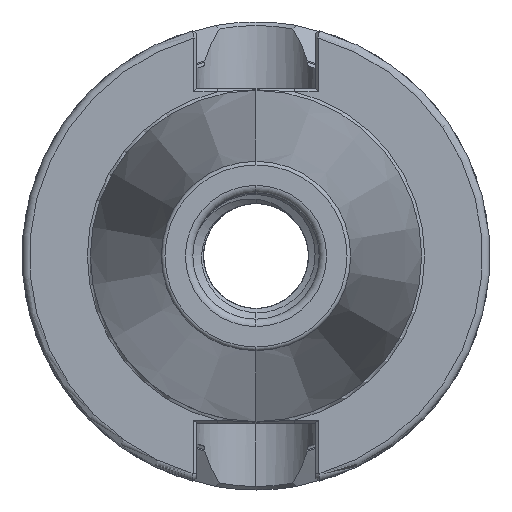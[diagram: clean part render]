
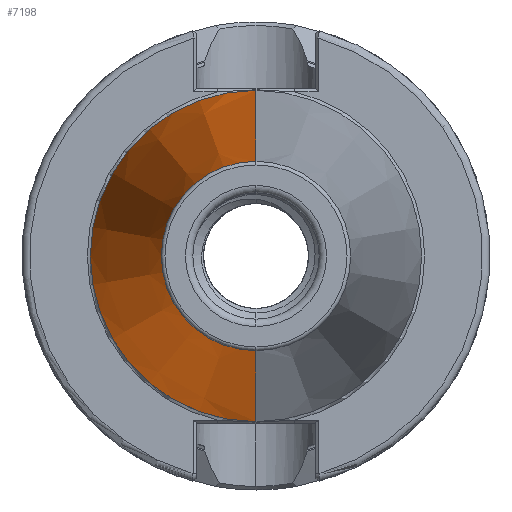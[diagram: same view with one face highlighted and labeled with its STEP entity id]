
A CAD part, left-side view. The second image highlights one B-rep face of the part: STEP entity #7198.
In plain terms, the highlighted conical face has half-angle 8.297 degrees and reference radius 22.298 mm.
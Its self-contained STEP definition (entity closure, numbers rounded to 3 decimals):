
#5 = CARTESIAN_POINT ( 'NONE',  ( -1.5, 0., -22.298 ) ) ;
#46 = CARTESIAN_POINT ( 'NONE',  ( -1.5, 0., 22.298 ) ) ;
#47 = CARTESIAN_POINT ( 'NONE',  ( -66.972, 0., 12.75 ) ) ;
#4319 = AXIS2_PLACEMENT_3D ( 'NONE', #14606, #14620, #14621 ) ;
#4377 = AXIS2_PLACEMENT_3D ( 'NONE', #14571, #14553, #14578 ) ;
#7198 = ADVANCED_FACE ( 'NONE', ( #9003 ), #8979, .T. ) ;
#7596 = ORIENTED_EDGE ( 'NONE', *, *, #16046, .F. ) ;
#7615 = ORIENTED_EDGE ( 'NONE', *, *, #16039, .T. ) ;
#7640 = ORIENTED_EDGE ( 'NONE', *, *, #16047, .T. ) ;
#7643 = ORIENTED_EDGE ( 'NONE', *, *, #16032, .F. ) ;
#7752 = AXIS2_PLACEMENT_3D ( 'NONE', #10268, #10273, #10272 ) ;
#8979 = CONICAL_SURFACE ( 'NONE', #7752, 22.298, 0.145 ) ;
#9003 = FACE_OUTER_BOUND ( 'NONE', #9889, .T. ) ;
#9889 = EDGE_LOOP ( 'NONE', ( #7640, #7615, #7643, #7596 ) ) ;
#10268 = CARTESIAN_POINT ( 'NONE',  ( -1.5, 0., 0. ) ) ;
#10272 = DIRECTION ( 'NONE',  ( 0., 0., -1. ) ) ;
#10273 = DIRECTION ( 'NONE',  ( 1., 0., 0. ) ) ;
#14553 = DIRECTION ( 'NONE',  ( 1., 0., 0. ) ) ;
#14571 = CARTESIAN_POINT ( 'NONE',  ( -1.5, 0., 0. ) ) ;
#14578 = DIRECTION ( 'NONE',  ( 0., 0., -1. ) ) ;
#14605 = CARTESIAN_POINT ( 'NONE',  ( -1.5, 0., -22.298 ) ) ;
#14606 = CARTESIAN_POINT ( 'NONE',  ( -66.972, 0., 0. ) ) ;
#14612 = DIRECTION ( 'NONE',  ( 0.99, 0., -0.144 ) ) ;
#14620 = DIRECTION ( 'NONE',  ( 1., 0., 0. ) ) ;
#14621 = DIRECTION ( 'NONE',  ( 0., 0., -1. ) ) ;
#14637 = CARTESIAN_POINT ( 'NONE',  ( -1.5, 0., 22.298 ) ) ;
#14645 = DIRECTION ( 'NONE',  ( 0.99, 0., 0.144 ) ) ;
#15308 = CIRCLE ( 'NONE', #4377, 22.298 ) ;
#15317 = LINE ( 'NONE', #14637, #15319 ) ;
#15319 = VECTOR ( 'NONE', #14645, 1000. ) ;
#15378 = CIRCLE ( 'NONE', #4319, 12.75 ) ;
#15388 = VECTOR ( 'NONE', #14612, 1000. ) ;
#15392 = LINE ( 'NONE', #14605, #15388 ) ;
#16032 = EDGE_CURVE ( 'NONE', #19449, #19433, #15308, .T. ) ;
#16039 = EDGE_CURVE ( 'NONE', #19428, #19433, #15317, .T. ) ;
#16046 = EDGE_CURVE ( 'NONE', #19403, #19449, #15392, .T. ) ;
#16047 = EDGE_CURVE ( 'NONE', #19403, #19428, #15378, .T. ) ;
#18997 = CARTESIAN_POINT ( 'NONE',  ( -66.972, 0., -12.75 ) ) ;
#19403 = VERTEX_POINT ( 'NONE', #18997 ) ;
#19428 = VERTEX_POINT ( 'NONE', #47 ) ;
#19433 = VERTEX_POINT ( 'NONE', #46 ) ;
#19449 = VERTEX_POINT ( 'NONE', #5 ) ;
